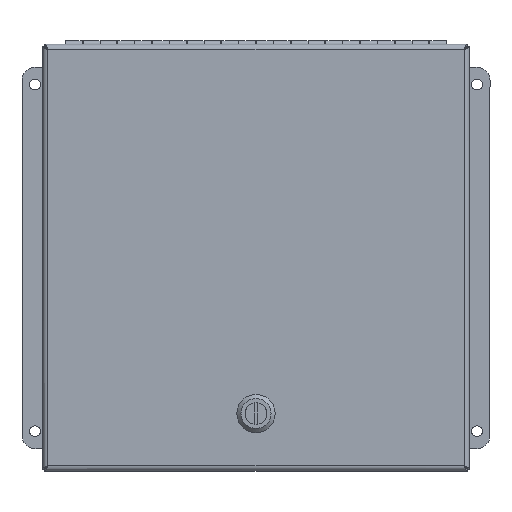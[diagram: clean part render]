
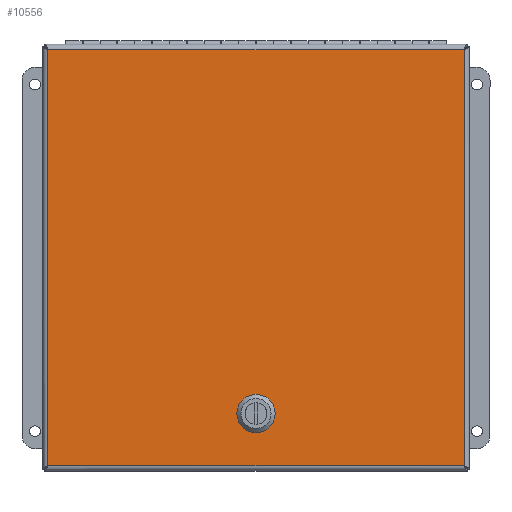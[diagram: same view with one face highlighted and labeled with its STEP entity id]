
A CAD part, top view. The second image highlights one B-rep face of the part: STEP entity #10556.
In plain terms, the highlighted face is planar.
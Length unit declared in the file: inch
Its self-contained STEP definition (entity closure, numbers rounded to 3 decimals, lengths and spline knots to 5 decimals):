
#237=FACE_BOUND('',#1551,.T.);
#545=PLANE('',#11208);
#916=FACE_OUTER_BOUND('',#1550,.T.);
#1550=EDGE_LOOP('',(#7178,#7179,#7180,#7181));
#1551=EDGE_LOOP('',(#7182,#7183,#7184,#7185,#7186,#7187,#7188,#7189));
#2277=LINE('',#15204,#3246);
#2281=LINE('',#15216,#3250);
#2285=LINE('',#15228,#3254);
#2289=LINE('',#15239,#3258);
#2292=LINE('',#15254,#3261);
#2308=LINE('',#15356,#3277);
#2323=LINE('',#15456,#3292);
#2338=LINE('',#15555,#3307);
#3246=VECTOR('',#12195,0.41231);
#3250=VECTOR('',#12207,0.41231);
#3254=VECTOR('',#12219,0.41231);
#3258=VECTOR('',#12231,0.41231);
#3261=VECTOR('',#12236,12.007);
#3277=VECTOR('',#12266,12.007);
#3292=VECTOR('',#12295,12.007);
#3307=VECTOR('',#12324,12.007);
#4213=CIRCLE('',#11165,0.45);
#4215=CIRCLE('',#11169,0.45);
#4217=CIRCLE('',#11173,0.45);
#4219=CIRCLE('',#11177,0.45);
#4583=VERTEX_POINT('',#15194);
#4584=VERTEX_POINT('',#15195);
#4587=VERTEX_POINT('',#15203);
#4589=VERTEX_POINT('',#15209);
#4591=VERTEX_POINT('',#15215);
#4593=VERTEX_POINT('',#15221);
#4595=VERTEX_POINT('',#15227);
#4597=VERTEX_POINT('',#15233);
#4601=VERTEX_POINT('',#15245);
#4602=VERTEX_POINT('',#15253);
#4613=VERTEX_POINT('',#15348);
#4623=VERTEX_POINT('',#15448);
#5527=EDGE_CURVE('',#4583,#4584,#4213,.T.);
#5531=EDGE_CURVE('',#4587,#4583,#2277,.T.);
#5534=EDGE_CURVE('',#4589,#4587,#4215,.T.);
#5537=EDGE_CURVE('',#4591,#4589,#2281,.T.);
#5540=EDGE_CURVE('',#4593,#4591,#4217,.T.);
#5543=EDGE_CURVE('',#4595,#4593,#2285,.T.);
#5546=EDGE_CURVE('',#4597,#4595,#4219,.T.);
#5549=EDGE_CURVE('',#4584,#4597,#2289,.T.);
#5553=EDGE_CURVE('',#4602,#4601,#2292,.T.);
#5573=EDGE_CURVE('',#4601,#4613,#2308,.T.);
#5592=EDGE_CURVE('',#4613,#4623,#2323,.T.);
#5611=EDGE_CURVE('',#4623,#4602,#2338,.T.);
#7178=ORIENTED_EDGE('',*,*,#5553,.T.);
#7179=ORIENTED_EDGE('',*,*,#5573,.T.);
#7180=ORIENTED_EDGE('',*,*,#5592,.T.);
#7181=ORIENTED_EDGE('',*,*,#5611,.T.);
#7182=ORIENTED_EDGE('',*,*,#5527,.T.);
#7183=ORIENTED_EDGE('',*,*,#5549,.T.);
#7184=ORIENTED_EDGE('',*,*,#5546,.T.);
#7185=ORIENTED_EDGE('',*,*,#5543,.T.);
#7186=ORIENTED_EDGE('',*,*,#5540,.T.);
#7187=ORIENTED_EDGE('',*,*,#5537,.T.);
#7188=ORIENTED_EDGE('',*,*,#5534,.T.);
#7189=ORIENTED_EDGE('',*,*,#5531,.T.);
#10556=ADVANCED_FACE('',(#916,#237),#545,.F.);
#11165=AXIS2_PLACEMENT_3D('',#15196,#12187,#12188);
#11169=AXIS2_PLACEMENT_3D('',#15210,#12200,#12201);
#11173=AXIS2_PLACEMENT_3D('',#15222,#12212,#12213);
#11177=AXIS2_PLACEMENT_3D('',#15234,#12224,#12225);
#11208=AXIS2_PLACEMENT_3D('',#15641,#12349,#12350);
#12187=DIRECTION('center_axis',(0.,0.,1.));
#12188=DIRECTION('ref_axis',(-0.889,0.458,0.));
#12195=DIRECTION('',(-1.,0.,0.));
#12200=DIRECTION('center_axis',(0.,0.,1.));
#12201=DIRECTION('ref_axis',(0.458,0.889,0.));
#12207=DIRECTION('',(0.,1.,0.));
#12212=DIRECTION('center_axis',(0.,0.,1.));
#12213=DIRECTION('ref_axis',(0.889,-0.458,0.));
#12219=DIRECTION('',(1.,0.,0.));
#12224=DIRECTION('center_axis',(0.,0.,1.));
#12225=DIRECTION('ref_axis',(-0.458,-0.889,0.));
#12231=DIRECTION('',(0.,-1.,0.));
#12236=DIRECTION('',(0.,-1.,0.));
#12266=DIRECTION('',(-1.,0.,0.));
#12295=DIRECTION('',(0.,1.,0.));
#12324=DIRECTION('',(1.,0.,0.));
#12349=DIRECTION('center_axis',(0.,0.,1.));
#12350=DIRECTION('ref_axis',(1.,0.,0.));
#15194=CARTESIAN_POINT('',(10.44634,6.55625,0.));
#15195=CARTESIAN_POINT('',(10.2525,6.36241,0.));
#15196=CARTESIAN_POINT('Origin',(10.6525,6.15625,0.));
#15203=CARTESIAN_POINT('',(10.85866,6.55625,0.));
#15204=CARTESIAN_POINT('',(8.50745,6.55625,0.));
#15209=CARTESIAN_POINT('',(11.0525,6.36241,0.));
#15210=CARTESIAN_POINT('Origin',(10.6525,6.15625,0.));
#15215=CARTESIAN_POINT('',(11.0525,5.95009,0.));
#15216=CARTESIAN_POINT('',(11.0525,6.05317,0.));
#15221=CARTESIAN_POINT('',(10.85866,5.75625,0.));
#15222=CARTESIAN_POINT('Origin',(10.6525,6.15625,0.));
#15227=CARTESIAN_POINT('',(10.44634,5.75625,0.));
#15228=CARTESIAN_POINT('',(8.3013,5.75625,0.));
#15233=CARTESIAN_POINT('',(10.2525,5.95009,0.));
#15234=CARTESIAN_POINT('Origin',(10.6525,6.15625,0.));
#15239=CARTESIAN_POINT('',(10.2525,6.25933,0.));
#15245=CARTESIAN_POINT('',(12.15975,0.15275,0.));
#15253=CARTESIAN_POINT('',(12.15975,12.15975,0.));
#15254=CARTESIAN_POINT('',(12.15975,9.158,0.));
#15348=CARTESIAN_POINT('',(0.15275,0.15275,0.));
#15356=CARTESIAN_POINT('',(9.158,0.15275,0.));
#15448=CARTESIAN_POINT('',(0.15275,12.15975,0.));
#15456=CARTESIAN_POINT('',(0.15275,3.1545,0.));
#15555=CARTESIAN_POINT('',(3.1545,12.15975,0.));
#15641=CARTESIAN_POINT('Origin',(6.15625,6.15625,0.));
